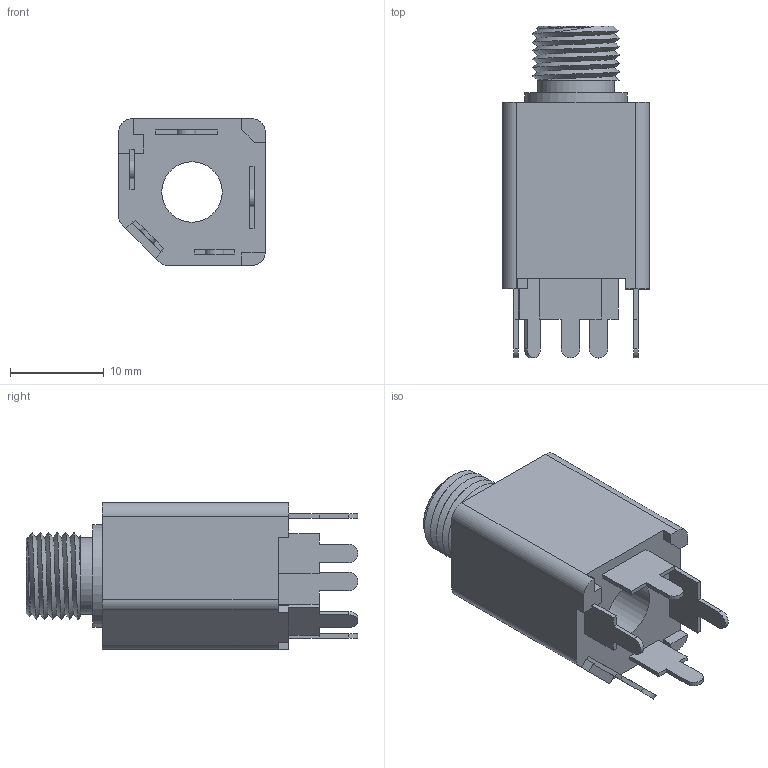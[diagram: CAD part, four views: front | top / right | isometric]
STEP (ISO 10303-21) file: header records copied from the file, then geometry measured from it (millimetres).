
FILE_DESCRIPTION(/* description */ (''),/* implementation_level */ '2;1');
FILE_NAME(/* name */ 'Jack_tht_6-3_datasheet_dims_v3.stp',/* time_stamp */ '2023-04-20T01:10:46+02:00',/* author */ ('dvorakj'),/* organization */ (''),/* preprocessor_version */ 'ST-DEVELOPER v19',/* originating_system */ 'Autodesk Inventor 2023',/* authorisation */ '');
FILE_SCHEMA (('AUTOMOTIVE_DESIGN { 1 0 10303 214 3 1 1 }'));
Length unit declared in the file: millimetre
Products named in the file (1): Jack_tht_6-3
Bounding box: 15.7 x 35.45 x 15.7 mm (x, y, z)
Volume: 4113.4 mm3; surface area: 2739.8 mm2
Topology: 1 solids, 1 shells, 87 faces, 235 edges, 155 vertices
Faces by surface type: plane 68, cylinder 13, bspline 4, cone 2
Full cylindrical faces by diameter (mm): 6.46 x1, 8.16 x1, 11 x1
Entity records: 4594 total; most frequent: CARTESIAN_POINT 2247, ORIENTED_EDGE 470, DIRECTION 424, EDGE_CURVE 235, LINE 196, VECTOR 196, VERTEX_POINT 155, AXIS2_PLACEMENT_3D 114
